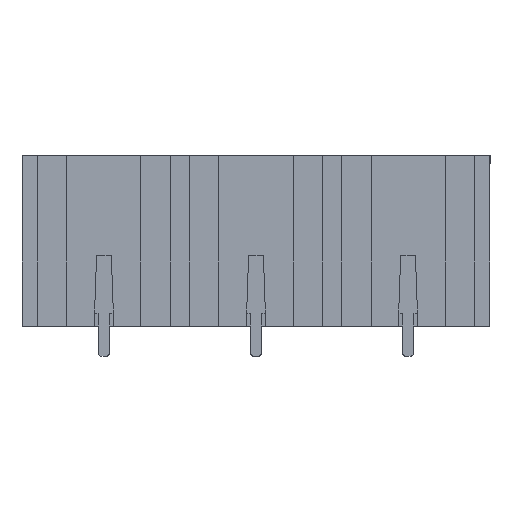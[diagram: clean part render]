
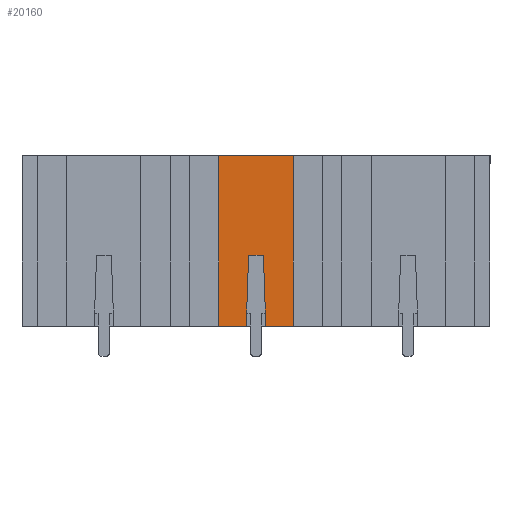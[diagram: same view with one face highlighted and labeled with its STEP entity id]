
A CAD part, left-side view. The second image highlights one B-rep face of the part: STEP entity #20160.
In plain terms, the highlighted planar face has unit normal (-1, 0, 0).
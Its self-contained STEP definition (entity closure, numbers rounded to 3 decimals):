
#723 = DIRECTION ( 'NONE',  ( 0., -1., 0. ) ) ;
#1324 = VECTOR ( 'NONE', #7535, 1000. ) ;
#1504 = CARTESIAN_POINT ( 'NONE',  ( -38.825, 21.65, 14.6 ) ) ;
#1798 = EDGE_CURVE ( 'NONE', #4569, #35744, #31117, .T. ) ;
#1866 = CARTESIAN_POINT ( 'NONE',  ( -38.825, 0., 24. ) ) ;
#2051 = DIRECTION ( 'NONE',  ( 0., 0., -1. ) ) ;
#2370 = VERTEX_POINT ( 'NONE', #37313 ) ;
#3126 = DIRECTION ( 'NONE',  ( 0., -0.999, -0.035 ) ) ;
#3423 = VERTEX_POINT ( 'NONE', #27309 ) ;
#3724 = PLANE ( 'NONE',  #25003 ) ;
#3760 = CARTESIAN_POINT ( 'NONE',  ( -38.825, 9., 24. ) ) ;
#4457 = CARTESIAN_POINT ( 'NONE',  ( -38.825, 0., 20.55 ) ) ;
#4522 = VECTOR ( 'NONE', #14107, 1000. ) ;
#4569 = VERTEX_POINT ( 'NONE', #8964 ) ;
#4878 = VERTEX_POINT ( 'NONE', #4457 ) ;
#5356 = EDGE_CURVE ( 'NONE', #4878, #4569, #23214, .T. ) ;
#6296 = CARTESIAN_POINT ( 'NONE',  ( -38.825, 0., 18.05 ) ) ;
#7184 = VECTOR ( 'NONE', #2051, 1000. ) ;
#7535 = DIRECTION ( 'NONE',  ( 0., -1., 0. ) ) ;
#7932 = ORIENTED_EDGE ( 'NONE', *, *, #16787, .F. ) ;
#8029 = DIRECTION ( 'NONE',  ( 0., 0.999, -0.035 ) ) ;
#8708 = ORIENTED_EDGE ( 'NONE', *, *, #1798, .F. ) ;
#8964 = CARTESIAN_POINT ( 'NONE',  ( -38.825, 9., 20.236 ) ) ;
#9715 = LINE ( 'NONE', #21883, #23387 ) ;
#13734 = DIRECTION ( 'NONE',  ( 0., -1., 0. ) ) ;
#14107 = DIRECTION ( 'NONE',  ( 0., 0., -1. ) ) ;
#14348 = CARTESIAN_POINT ( 'NONE',  ( -38.825, 21.65, 24. ) ) ;
#15197 = VERTEX_POINT ( 'NONE', #6296 ) ;
#15242 = VECTOR ( 'NONE', #15982, 1000. ) ;
#15583 = CARTESIAN_POINT ( 'NONE',  ( -38.825, 9., 18.364 ) ) ;
#15734 = ORIENTED_EDGE ( 'NONE', *, *, #24071, .F. ) ;
#15945 = CARTESIAN_POINT ( 'NONE',  ( -38.825, 21.65, 24. ) ) ;
#15982 = DIRECTION ( 'NONE',  ( 0., 0., -1. ) ) ;
#16456 = ORIENTED_EDGE ( 'NONE', *, *, #19998, .F. ) ;
#16735 = VECTOR ( 'NONE', #3126, 1000. ) ;
#16787 = EDGE_CURVE ( 'NONE', #32799, #4878, #17275, .T. ) ;
#17275 = LINE ( 'NONE', #29432, #7184 ) ;
#18343 = LINE ( 'NONE', #30489, #16735 ) ;
#18788 = EDGE_CURVE ( 'NONE', #18916, #32799, #22718, .T. ) ;
#18916 = VERTEX_POINT ( 'NONE', #14348 ) ;
#19219 = EDGE_LOOP ( 'NONE', ( #16456, #8708, #39003, #7932, #27198, #23256, #23701, #15734 ) ) ;
#19480 = CARTESIAN_POINT ( 'NONE',  ( -38.825, 0., 24. ) ) ;
#19998 = EDGE_CURVE ( 'NONE', #35744, #15197, #18343, .T. ) ;
#20160 = ADVANCED_FACE ( 'NONE', ( #31081 ), #3724, .T. ) ;
#21883 = CARTESIAN_POINT ( 'NONE',  ( -38.825, 21.65, 24. ) ) ;
#22718 = LINE ( 'NONE', #34847, #1324 ) ;
#23214 = LINE ( 'NONE', #35329, #29441 ) ;
#23256 = ORIENTED_EDGE ( 'NONE', *, *, #34228, .T. ) ;
#23387 = VECTOR ( 'NONE', #34022, 1000. ) ;
#23701 = ORIENTED_EDGE ( 'NONE', *, *, #29036, .T. ) ;
#24071 = EDGE_CURVE ( 'NONE', #15197, #3423, #29248, .T. ) ;
#25003 = AXIS2_PLACEMENT_3D ( 'NONE', #15945, #28089, #723 ) ;
#27198 = ORIENTED_EDGE ( 'NONE', *, *, #18788, .F. ) ;
#27309 = CARTESIAN_POINT ( 'NONE',  ( -38.825, 0., 14.6 ) ) ;
#28089 = DIRECTION ( 'NONE',  ( -1., 0., 0. ) ) ;
#28891 = LINE ( 'NONE', #1504, #37138 ) ;
#29036 = EDGE_CURVE ( 'NONE', #2370, #3423, #28891, .T. ) ;
#29248 = LINE ( 'NONE', #1866, #4522 ) ;
#29432 = CARTESIAN_POINT ( 'NONE',  ( -38.825, 0., 24. ) ) ;
#29441 = VECTOR ( 'NONE', #8029, 1000. ) ;
#30489 = CARTESIAN_POINT ( 'NONE',  ( -38.825, 21.831, 18.812 ) ) ;
#31081 = FACE_OUTER_BOUND ( 'NONE', #19219, .T. ) ;
#31117 = LINE ( 'NONE', #3760, #15242 ) ;
#32799 = VERTEX_POINT ( 'NONE', #19480 ) ;
#34022 = DIRECTION ( 'NONE',  ( 0., 0., -1. ) ) ;
#34228 = EDGE_CURVE ( 'NONE', #18916, #2370, #9715, .T. ) ;
#34847 = CARTESIAN_POINT ( 'NONE',  ( -38.825, 21.65, 24. ) ) ;
#35329 = CARTESIAN_POINT ( 'NONE',  ( -38.825, 21.503, 19.799 ) ) ;
#35744 = VERTEX_POINT ( 'NONE', #15583 ) ;
#37138 = VECTOR ( 'NONE', #13734, 1000. ) ;
#37313 = CARTESIAN_POINT ( 'NONE',  ( -38.825, 21.65, 14.6 ) ) ;
#39003 = ORIENTED_EDGE ( 'NONE', *, *, #5356, .F. ) ;
